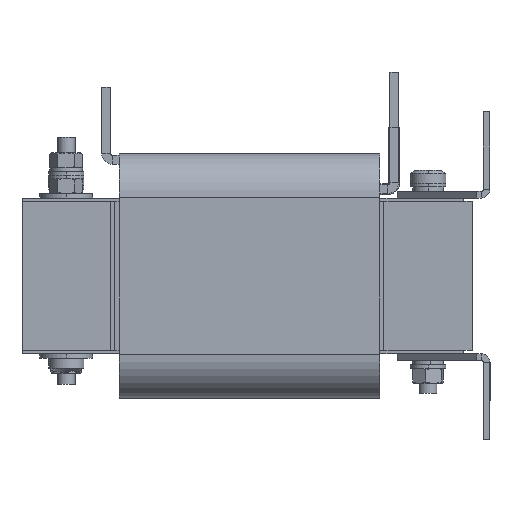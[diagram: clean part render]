
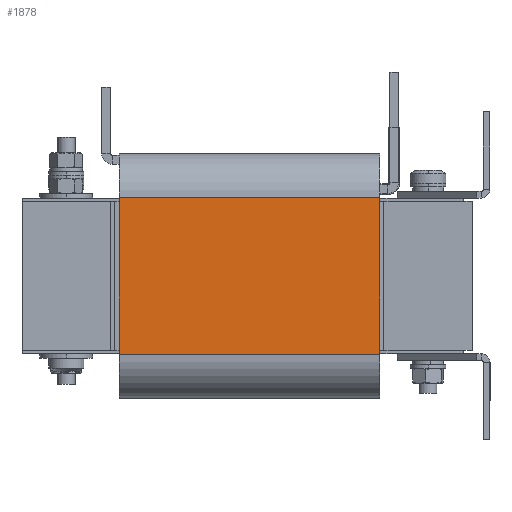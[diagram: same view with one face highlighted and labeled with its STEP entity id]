
A CAD part, left-side view. The second image highlights one B-rep face of the part: STEP entity #1878.
In plain terms, the highlighted planar face has unit normal (-1, 0, 0).
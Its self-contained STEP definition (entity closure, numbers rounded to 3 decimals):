
#51 = VECTOR ( 'NONE', #13399, 1000. ) ;
#205 = DIRECTION ( 'NONE',  ( 0., 0., -1. ) ) ;
#372 = CARTESIAN_POINT ( 'NONE',  ( -117.5, 21.85, -35.5 ) ) ;
#1878 = ADVANCED_FACE ( 'Defeature ausgef�hrt6_51', ( #9242 ), #13379, .F. ) ;
#2978 = EDGE_CURVE ( 'Defeature ausgef�hrt6_44+Defeature ausgef�hrt6_51+Defeature ausgef�hrt6_42+Defeature ausgef�hrt6_43', #7985, #16625, #5719, .T. ) ;
#3120 = CARTESIAN_POINT ( 'NONE',  ( -117.5, 21.85, -35.5 ) ) ;
#3304 = ORIENTED_EDGE ( 'NONE', *, *, #2978, .F. ) ;
#4156 = CARTESIAN_POINT ( 'NONE',  ( -117.5, 139.85, -35.5 ) ) ;
#5491 = ORIENTED_EDGE ( 'NONE', *, *, #9311, .F. ) ;
#5651 = CARTESIAN_POINT ( 'NONE',  ( -117.5, 139.85, 35.5 ) ) ;
#5719 = LINE ( 'NONE', #5651, #51 ) ;
#5814 = VECTOR ( 'NONE', #17966, 1000. ) ;
#5966 = CARTESIAN_POINT ( 'NONE',  ( -117.5, 139.85, -35.5 ) ) ;
#6056 = LINE ( 'NONE', #372, #11668 ) ;
#6064 = EDGE_CURVE ( 'Defeature ausgef�hrt6_51+Defeature ausgef�hrt6_43+Defeature ausgef�hrt6_50+Defeature ausgef�hrt6_44', #11517, #16625, #6056, .T. ) ;
#6415 = EDGE_CURVE ( 'Defeature ausgef�hrt6_51+Defeature ausgef�hrt6_50+Defeature ausgef�hrt6_42+Defeature ausgef�hrt6_43', #12302, #11517, #17789, .T. ) ;
#7663 = CARTESIAN_POINT ( 'NONE',  ( -117.5, 139.85, 35.5 ) ) ;
#7985 = VERTEX_POINT ( 'NONE', #7663 ) ;
#8359 = DIRECTION ( 'NONE',  ( 0., 0., 1. ) ) ;
#9242 = FACE_OUTER_BOUND ( 'NONE', #18685, .T. ) ;
#9311 = EDGE_CURVE ( 'Defeature ausgef�hrt6_42+Defeature ausgef�hrt6_51+Defeature ausgef�hrt6_50+Defeature ausgef�hrt6_44', #12302, #7985, #17416, .T. ) ;
#9429 = CARTESIAN_POINT ( 'NONE',  ( -117.5, 21.85, 35.5 ) ) ;
#10972 = AXIS2_PLACEMENT_3D ( 'NONE', #12128, #13648, #205 ) ;
#11517 = VERTEX_POINT ( 'NONE', #3120 ) ;
#11668 = VECTOR ( 'NONE', #15543, 1000. ) ;
#12128 = CARTESIAN_POINT ( 'NONE',  ( -117.5, 139.85, -35.5 ) ) ;
#12181 = CARTESIAN_POINT ( 'NONE',  ( -117.5, 139.85, -35.5 ) ) ;
#12302 = VERTEX_POINT ( 'NONE', #12181 ) ;
#13362 = VECTOR ( 'NONE', #8359, 1000. ) ;
#13379 = PLANE ( 'NONE',  #10972 ) ;
#13399 = DIRECTION ( 'NONE',  ( 0., -1., 0. ) ) ;
#13648 = DIRECTION ( 'NONE',  ( 1., 0., 0. ) ) ;
#13742 = ORIENTED_EDGE ( 'NONE', *, *, #6415, .T. ) ;
#15543 = DIRECTION ( 'NONE',  ( 0., 0., 1. ) ) ;
#16625 = VERTEX_POINT ( 'NONE', #9429 ) ;
#17416 = LINE ( 'NONE', #4156, #13362 ) ;
#17789 = LINE ( 'NONE', #5966, #5814 ) ;
#17966 = DIRECTION ( 'NONE',  ( 0., -1., 0. ) ) ;
#18685 = EDGE_LOOP ( 'NONE', ( #18999, #3304, #5491, #13742 ) ) ;
#18999 = ORIENTED_EDGE ( 'NONE', *, *, #6064, .T. ) ;
